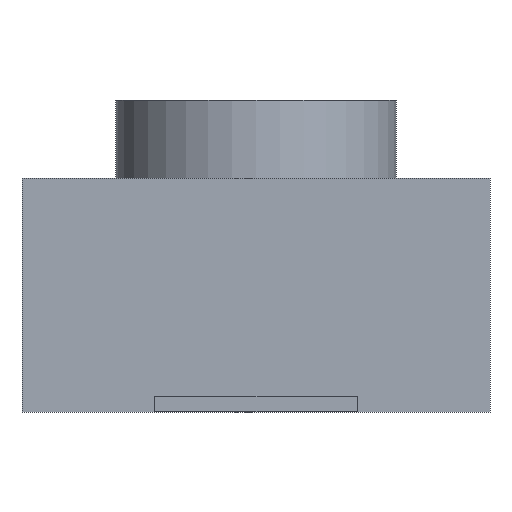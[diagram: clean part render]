
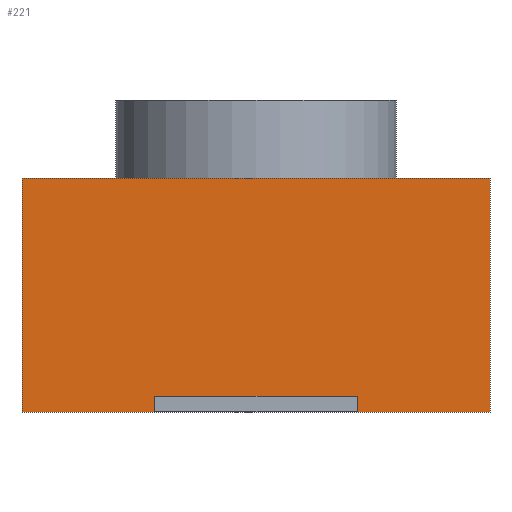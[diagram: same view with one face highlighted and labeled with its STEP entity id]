
A CAD part, left-side view. The second image highlights one B-rep face of the part: STEP entity #221.
In plain terms, the highlighted planar face has unit normal (-1, 0, 0).
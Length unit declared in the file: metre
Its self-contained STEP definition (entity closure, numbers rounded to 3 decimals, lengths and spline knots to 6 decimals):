
#25=LINE('',#388,#49);
#30=LINE('',#398,#54);
#32=LINE('',#402,#56);
#33=LINE('',#403,#57);
#49=VECTOR('',#325,1.);
#54=VECTOR('',#334,1.);
#56=VECTOR('',#338,1.);
#57=VECTOR('',#339,1.);
#75=PLANE('',#277);
#118=ORIENTED_EDGE('',*,*,#154,.F.);
#119=ORIENTED_EDGE('',*,*,#147,.F.);
#120=ORIENTED_EDGE('',*,*,#155,.T.);
#121=ORIENTED_EDGE('',*,*,#152,.T.);
#147=EDGE_CURVE('',#169,#167,#25,.T.);
#152=EDGE_CURVE('',#173,#172,#30,.T.);
#154=EDGE_CURVE('',#167,#172,#32,.T.);
#155=EDGE_CURVE('',#169,#173,#33,.T.);
#167=VERTEX_POINT('',#383);
#169=VERTEX_POINT('',#387);
#172=VERTEX_POINT('',#397);
#173=VERTEX_POINT('',#399);
#189=EDGE_LOOP('',(#118,#119,#120,#121));
#205=FACE_BOUND('',#189,.T.);
#221=ADVANCED_FACE('',(#205),#75,.T.);
#277=AXIS2_PLACEMENT_3D('',#401,#336,#337);
#325=DIRECTION('',(0.,0.,-1.));
#334=DIRECTION('',(0.,0.,-1.));
#336=DIRECTION('',(-1.,0.,0.));
#337=DIRECTION('',(0.,-1.,0.));
#338=DIRECTION('',(0.,1.,0.));
#339=DIRECTION('',(0.,1.,0.));
#383=CARTESIAN_POINT('',(-0.00195,-0.0015,0.));
#387=CARTESIAN_POINT('',(-0.00195,-0.0015,0.0015));
#388=CARTESIAN_POINT('',(-0.00195,-0.0015,0.0015));
#397=CARTESIAN_POINT('',(-0.00195,0.0015,0.));
#398=CARTESIAN_POINT('',(-0.00195,0.0015,0.0015));
#399=CARTESIAN_POINT('',(-0.00195,0.0015,0.0015));
#401=CARTESIAN_POINT('',(-0.00195,0.,0.0015));
#402=CARTESIAN_POINT('',(-0.00195,0.,0.));
#403=CARTESIAN_POINT('',(-0.00195,0.,0.0015));
